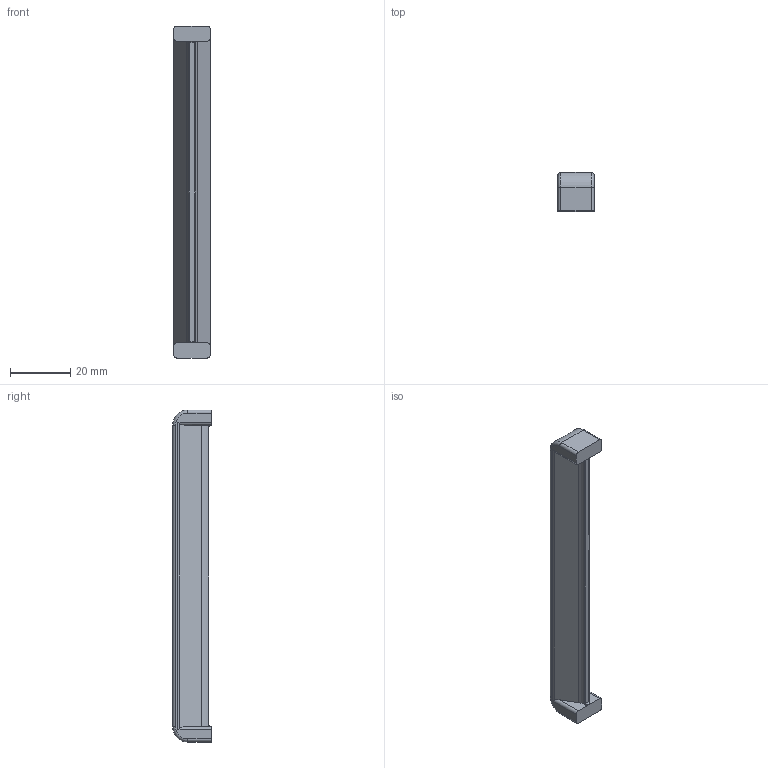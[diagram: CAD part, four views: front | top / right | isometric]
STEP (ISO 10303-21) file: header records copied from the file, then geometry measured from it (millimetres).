
FILE_DESCRIPTION(/* description */ (''),/* implementation_level */ '2;1');
FILE_NAME(/* name */ 'CoatingBlade-0p75mm.step',/* time_stamp */ '2020-12-02T12:42:56-07:00',/* author */ (''),/* organization */ (''),/* preprocessor_version */ 'ST-DEVELOPER v18.1',/* originating_system */ 'Autodesk Translation Framework v9.3.0.1241',/* authorisation */ '');
FILE_SCHEMA (('AUTOMOTIVE_DESIGN { 1 0 10303 214 3 1 1 }'));
Length unit declared in the file: millimetre
Products named in the file (1): CoatingBlade-0p75mm
Bounding box: 12 x 12.75 x 110 mm (x, y, z)
Volume: 10093.7 mm3; surface area: 4759.1 mm2
Topology: 1 solids, 1 shells, 40 faces, 102 edges, 64 vertices
Faces by surface type: cylinder 20, plane 12, bspline 4, torus 4
Entity records: 1490 total; most frequent: CARTESIAN_POINT 490, ORIENTED_EDGE 204, DIRECTION 204, EDGE_CURVE 102, AXIS2_PLACEMENT_3D 77, VERTEX_POINT 64, LINE 50, VECTOR 50
